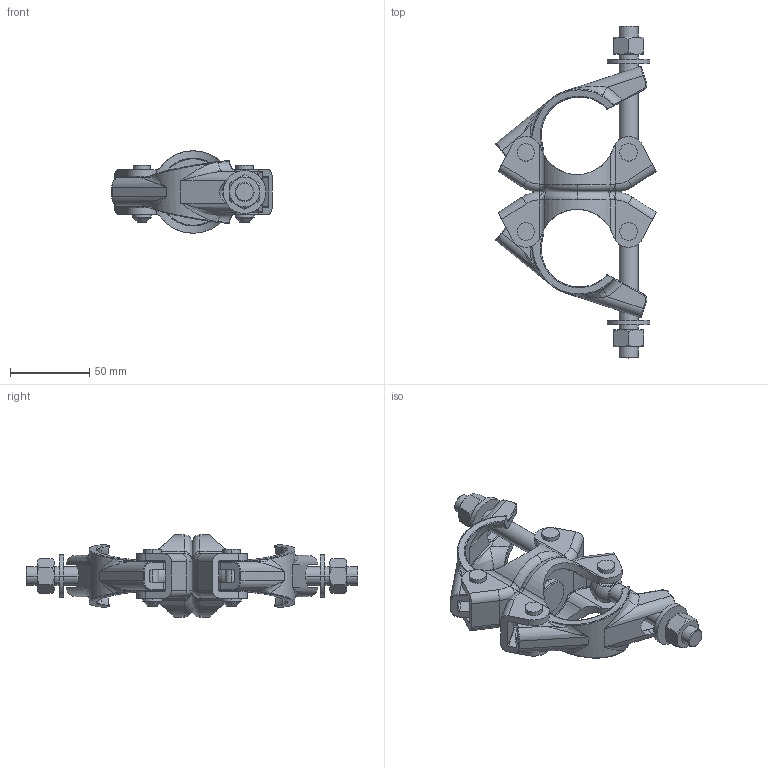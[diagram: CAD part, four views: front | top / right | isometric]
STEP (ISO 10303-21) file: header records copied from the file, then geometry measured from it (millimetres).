
FILE_DESCRIPTION (( 'STEP AP203' ), '1' );
FILE_NAME ('T24800.STEP', '2018-07-17T13:23:26', ( '' ), ( '' ), 'SwSTEP 2.0', 'SolidWorks 2016', '' );
FILE_SCHEMA (( 'CONFIG_CONTROL_DESIGN' ));
Length unit declared in the file: millimetre
Products named in the file (5): T24800-1; T24800-2; T24800-3; T24800; T24800-4
Assembly tree (7 placements, depth 2):
  T24800
    T24800-1  x2
    T24800-4
    T24800-3  x2
    T24800-2  x2
Bounding box: 101.5 x 210 x 52 mm (x, y, z)
Volume: 139300.5 mm3; surface area: 66548.1 mm2
Topology: 7 solids, 7 shells, 570 faces, 1400 edges, 828 vertices
Faces by surface type: cylinder 228, plane 124, bspline 104, torus 80, cone 28, sphere 6
Entity records: 23408 total; most frequent: CARTESIAN_POINT 16427, ORIENTED_EDGE 1388, DIRECTION 1276, EDGE_CURVE 694, AXIS2_PLACEMENT_3D 528, VERTEX_POINT 422, EDGE_LOOP 320, FACE_OUTER_BOUND 294
